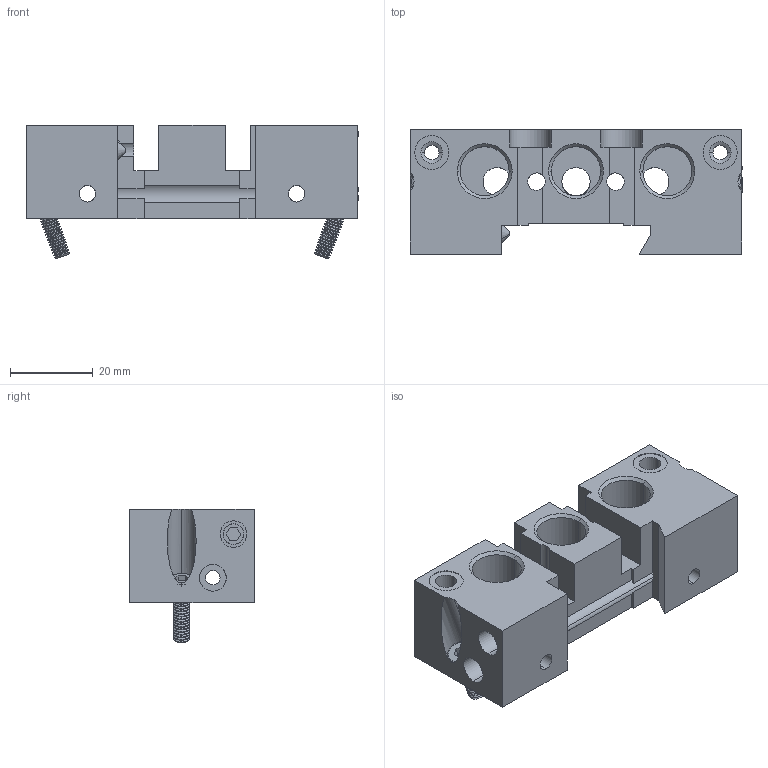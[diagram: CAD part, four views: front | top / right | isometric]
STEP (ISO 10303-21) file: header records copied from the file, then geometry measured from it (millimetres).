
FILE_DESCRIPTION (( 'STEP AP214' ), '1' );
FILE_NAME ('07_010_2.STEP', '2017-01-20T11:32:52', ( '' ), ( '' ), 'SwSTEP 2.0', 'SolidWorks 2016', '' );
FILE_SCHEMA (( 'AUTOMOTIVE_DESIGN' ));
Length unit declared in the file: millimetre
Products named in the file (1): 07_010_2
Bounding box: 80 x 30 x 32.18 mm (x, y, z)
Volume: 34511 mm3; surface area: 16686.4 mm2
Topology: 4 solids, 4 shells, 413 faces, 1083 edges, 681 vertices
Faces by surface type: cone 178, cylinder 138, plane 89, torus 8
Entity records: 17703 total; most frequent: DIRECTION 2453, CARTESIAN_POINT 2442, ORIENTED_EDGE 2158, EDGE_CURVE 1079, AXIS2_PLACEMENT_3D 980, VERTEX_POINT 681, CIRCLE 566, LINE 493
